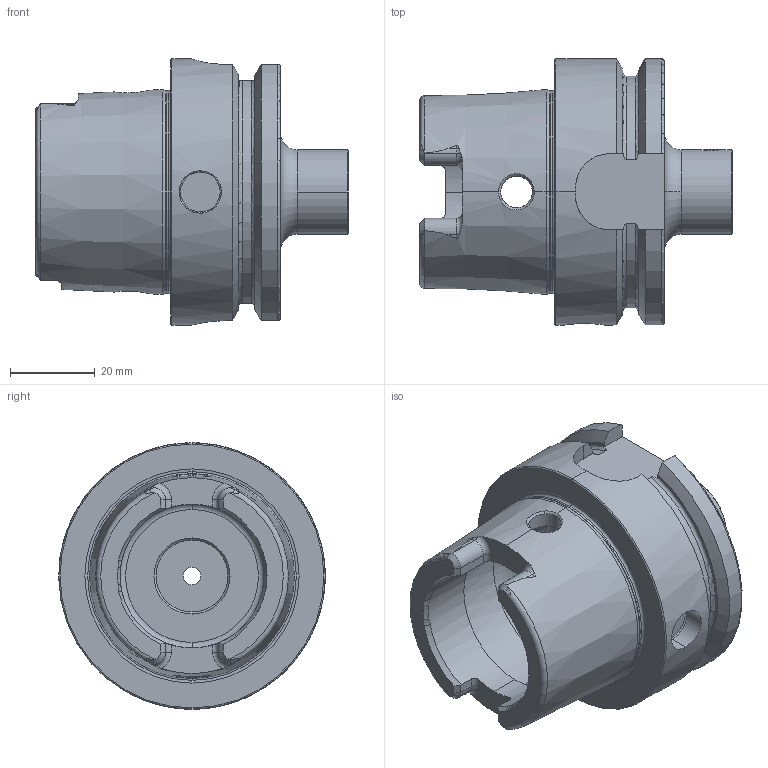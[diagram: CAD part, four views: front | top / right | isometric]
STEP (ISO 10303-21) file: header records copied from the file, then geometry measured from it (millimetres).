
FILE_DESCRIPTION (( 'STEP AP203' ), '1' );
FILE_NAME ('144.806.020.042.STEP', '2020-02-11T06:08:38', ( '' ), ( '' ), 'SwSTEP 2.0', 'SolidWorks 2017', '' );
FILE_SCHEMA (( 'CONFIG_CONTROL_DESIGN' ));
Length unit declared in the file: millimetre
Products named in the file (4): DIN 3771 - 9x1.5; ST1-ER1.001.005_A; 144.806.020.042; HA6-ST1.K01.042_B_Fertigbearbeitung
Assembly tree (3 placements, depth 2):
  144.806.020.042
    HA6-ST1.K01.042_B_Fertigbearbeitung
    ST1-ER1.001.005_A
    DIN 3771 - 9x1.5
Bounding box: 73.9 x 63 x 63 mm (x, y, z)
Volume: 85279.6 mm3; surface area: 23963.8 mm2
Topology: 3 solids, 3 shells, 226 faces, 589 edges, 366 vertices
Faces by surface type: plane 69, cylinder 57, cone 44, torus 42, bspline 14
Entity records: 9045 total; most frequent: CARTESIAN_POINT 3309, ORIENTED_EDGE 1174, DIRECTION 1064, EDGE_CURVE 587, AXIS2_PLACEMENT_3D 432, VERTEX_POINT 366, EDGE_LOOP 235, FACE_OUTER_BOUND 226
